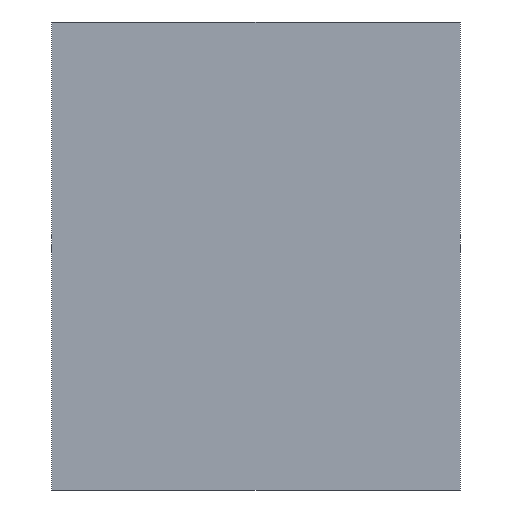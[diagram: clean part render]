
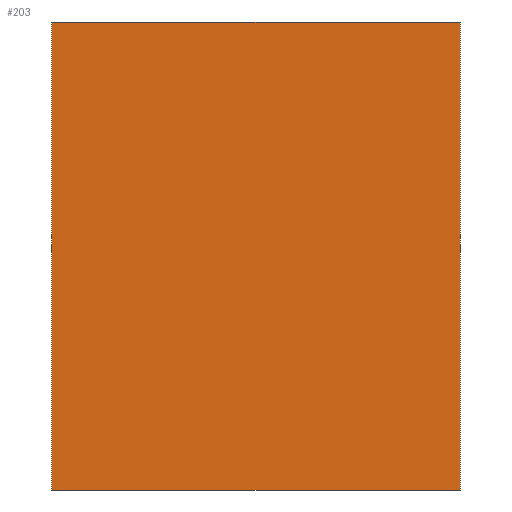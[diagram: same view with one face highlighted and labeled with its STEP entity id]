
A CAD part, front view. The second image highlights one B-rep face of the part: STEP entity #203.
In plain terms, the highlighted planar face has unit normal (0, -1, 0).
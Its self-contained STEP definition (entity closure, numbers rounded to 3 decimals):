
#27=PLANE('',#236);
#39=FACE_OUTER_BOUND('',#53,.T.);
#53=EDGE_LOOP('',(#169,#170,#171,#172));
#67=LINE('',#330,#83);
#70=LINE('',#336,#86);
#73=LINE('',#342,#89);
#76=LINE('',#346,#92);
#83=VECTOR('',#270,10.);
#86=VECTOR('',#275,10.);
#89=VECTOR('',#280,10.);
#92=VECTOR('',#285,10.);
#109=VERTEX_POINT('',#327);
#110=VERTEX_POINT('',#329);
#112=VERTEX_POINT('',#335);
#114=VERTEX_POINT('',#341);
#127=EDGE_CURVE('',#110,#109,#67,.T.);
#130=EDGE_CURVE('',#112,#110,#70,.T.);
#133=EDGE_CURVE('',#114,#112,#73,.T.);
#136=EDGE_CURVE('',#109,#114,#76,.T.);
#169=ORIENTED_EDGE('',*,*,#136,.T.);
#170=ORIENTED_EDGE('',*,*,#133,.T.);
#171=ORIENTED_EDGE('',*,*,#130,.T.);
#172=ORIENTED_EDGE('',*,*,#127,.T.);
#203=ADVANCED_FACE('',(#39),#27,.T.);
#236=AXIS2_PLACEMENT_3D('',#347,#286,#287);
#270=DIRECTION('',(0.,0.,-1.));
#275=DIRECTION('',(-1.,0.,0.));
#280=DIRECTION('',(0.,0.,1.));
#285=DIRECTION('',(1.,0.,0.));
#286=DIRECTION('center_axis',(0.,-1.,0.));
#287=DIRECTION('ref_axis',(0.,0.,-1.));
#327=CARTESIAN_POINT('',(-37.893,-19.77,-1.542));
#329=CARTESIAN_POINT('',(-37.893,-19.77,63.79));
#330=CARTESIAN_POINT('',(-37.893,-19.77,-1.542));
#335=CARTESIAN_POINT('',(19.099,-19.77,63.79));
#336=CARTESIAN_POINT('',(-37.893,-19.77,63.79));
#341=CARTESIAN_POINT('',(19.099,-19.77,-1.542));
#342=CARTESIAN_POINT('',(19.099,-19.77,63.79));
#346=CARTESIAN_POINT('',(19.099,-19.77,-1.542));
#347=CARTESIAN_POINT('Origin',(-9.397,-19.77,31.124));
